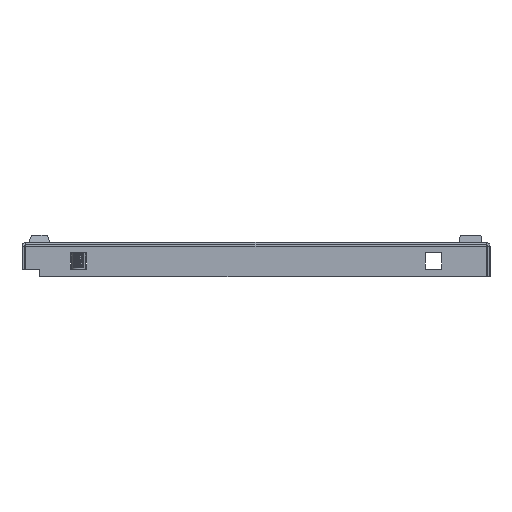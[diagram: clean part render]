
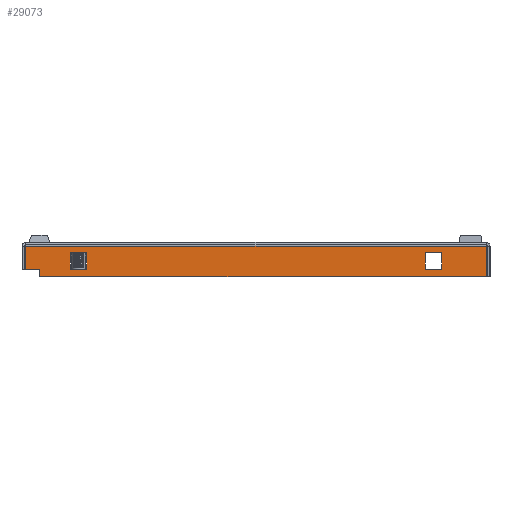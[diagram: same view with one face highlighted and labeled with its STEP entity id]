
A CAD part, front view. The second image highlights one B-rep face of the part: STEP entity #29073.
In plain terms, the highlighted planar face has unit normal (0, -1, 0).
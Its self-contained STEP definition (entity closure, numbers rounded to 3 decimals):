
#14775 = EDGE_CURVE ( 'NONE', #33126, #33134, #16363, .T. ) ;
#14776 = EDGE_CURVE ( 'NONE', #33134, #33136, #16357, .T. ) ;
#14777 = EDGE_CURVE ( 'NONE', #33136, #33137, #16370, .T. ) ;
#14817 = EDGE_CURVE ( 'NONE', #33137, #33126, #16535, .T. ) ;
#14821 = EDGE_CURVE ( 'NONE', #33140, #33141, #16561, .T. ) ;
#14824 = EDGE_CURVE ( 'NONE', #33138, #33140, #16567, .T. ) ;
#14827 = EDGE_CURVE ( 'NONE', #33128, #33138, #16563, .T. ) ;
#14829 = EDGE_CURVE ( 'NONE', #33141, #33128, #16583, .T. ) ;
#14870 = AXIS2_PLACEMENT_3D ( 'NONE', #18896, #18888, #18901 ) ;
#16357 = LINE ( 'NONE', #51804, #16372 ) ;
#16363 = LINE ( 'NONE', #51810, #16368 ) ;
#16368 = VECTOR ( 'NONE', #51809, 1000. ) ;
#16370 = LINE ( 'NONE', #51798, #16376 ) ;
#16372 = VECTOR ( 'NONE', #51799, 1000. ) ;
#16376 = VECTOR ( 'NONE', #51797, 1000. ) ;
#16535 = LINE ( 'NONE', #51727, #16550 ) ;
#16550 = VECTOR ( 'NONE', #51717, 1000. ) ;
#16561 = LINE ( 'NONE', #51710, #16564 ) ;
#16563 = LINE ( 'NONE', #51695, #16578 ) ;
#16564 = VECTOR ( 'NONE', #51708, 1000. ) ;
#16567 = LINE ( 'NONE', #51700, #16572 ) ;
#16572 = VECTOR ( 'NONE', #51699, 1000. ) ;
#16574 = LINE ( 'NONE', #51658, #16604 ) ;
#16578 = VECTOR ( 'NONE', #51686, 1000. ) ;
#16583 = LINE ( 'NONE', #51682, #16589 ) ;
#16589 = VECTOR ( 'NONE', #51680, 1000. ) ;
#16591 = LINE ( 'NONE', #51661, #16598 ) ;
#16593 = LINE ( 'NONE', #51653, #16611 ) ;
#16596 = LINE ( 'NONE', #51657, #16600 ) ;
#16598 = VECTOR ( 'NONE', #51660, 1000. ) ;
#16600 = VECTOR ( 'NONE', #51656, 1000. ) ;
#16602 = LINE ( 'NONE', #51655, #16606 ) ;
#16604 = VECTOR ( 'NONE', #51659, 1000. ) ;
#16606 = VECTOR ( 'NONE', #51654, 1000. ) ;
#16609 = LINE ( 'NONE', #51651, #16615 ) ;
#16611 = VECTOR ( 'NONE', #51652, 1000. ) ;
#16615 = VECTOR ( 'NONE', #51650, 1000. ) ;
#18888 = DIRECTION ( 'NONE',  ( 0., 1., 0. ) ) ;
#18896 = CARTESIAN_POINT ( 'NONE',  ( 130.25, -499., -18. ) ) ;
#18899 = PLANE ( 'NONE',  #14870 ) ;
#18901 = DIRECTION ( 'NONE',  ( 0., 0., 1. ) ) ;
#19675 = EDGE_CURVE ( 'NONE', #33129, #33118, #16591, .T. ) ;
#19676 = EDGE_CURVE ( 'NONE', #33129, #33124, #16574, .T. ) ;
#19677 = EDGE_CURVE ( 'NONE', #33124, #33132, #16596, .T. ) ;
#19678 = EDGE_CURVE ( 'NONE', #33131, #33132, #16602, .T. ) ;
#19679 = EDGE_CURVE ( 'NONE', #33116, #33131, #16593, .T. ) ;
#19680 = EDGE_CURVE ( 'NONE', #33118, #33116, #16609, .T. ) ;
#29073 = ADVANCED_FACE ( 'NONE', ( #31376, #31379, #31249 ), #18899, .F. ) ;
#31249 = FACE_BOUND ( 'NONE', #33580, .T. ) ;
#31376 = FACE_OUTER_BOUND ( 'NONE', #33583, .T. ) ;
#31379 = FACE_BOUND ( 'NONE', #33574, .T. ) ;
#33116 = VERTEX_POINT ( 'NONE', #82946 ) ;
#33118 = VERTEX_POINT ( 'NONE', #82948 ) ;
#33124 = VERTEX_POINT ( 'NONE', #82952 ) ;
#33126 = VERTEX_POINT ( 'NONE', #82954 ) ;
#33128 = VERTEX_POINT ( 'NONE', #82956 ) ;
#33129 = VERTEX_POINT ( 'NONE', #82957 ) ;
#33131 = VERTEX_POINT ( 'NONE', #82959 ) ;
#33132 = VERTEX_POINT ( 'NONE', #82960 ) ;
#33134 = VERTEX_POINT ( 'NONE', #82962 ) ;
#33136 = VERTEX_POINT ( 'NONE', #82964 ) ;
#33137 = VERTEX_POINT ( 'NONE', #82965 ) ;
#33138 = VERTEX_POINT ( 'NONE', #82966 ) ;
#33140 = VERTEX_POINT ( 'NONE', #82968 ) ;
#33141 = VERTEX_POINT ( 'NONE', #82969 ) ;
#33574 = EDGE_LOOP ( 'NONE', ( #76477, #75916, #76079, #75905 ) ) ;
#33580 = EDGE_LOOP ( 'NONE', ( #76083, #76132, #76102, #76090 ) ) ;
#33583 = EDGE_LOOP ( 'NONE', ( #94965, #94963, #94961, #94958, #94956, #94954 ) ) ;
#51650 = DIRECTION ( 'NONE',  ( 0., 0., -1. ) ) ;
#51651 = CARTESIAN_POINT ( 'NONE',  ( -122.5, -499., -18. ) ) ;
#51652 = DIRECTION ( 'NONE',  ( 1., 0., 0. ) ) ;
#51653 = CARTESIAN_POINT ( 'NONE',  ( 130.25, -499., -18. ) ) ;
#51654 = DIRECTION ( 'NONE',  ( 0., 0., 1. ) ) ;
#51655 = CARTESIAN_POINT ( 'NONE',  ( 130.5, -499., -0.75 ) ) ;
#51656 = DIRECTION ( 'NONE',  ( 1., 0., 0. ) ) ;
#51657 = CARTESIAN_POINT ( 'NONE',  ( -261.009, -499., -0.75 ) ) ;
#51658 = CARTESIAN_POINT ( 'NONE',  ( -130.5, -499., -0.75 ) ) ;
#51659 = DIRECTION ( 'NONE',  ( 0., 0., 1. ) ) ;
#51660 = DIRECTION ( 'NONE',  ( 1., 0., 0. ) ) ;
#51661 = CARTESIAN_POINT ( 'NONE',  ( -130.5, -499., -14. ) ) ;
#51680 = DIRECTION ( 'NONE',  ( 0., 0., 1. ) ) ;
#51682 = CARTESIAN_POINT ( 'NONE',  ( 95.75, -499., -4.25 ) ) ;
#51686 = DIRECTION ( 'NONE',  ( 1., 0., 0. ) ) ;
#51695 = CARTESIAN_POINT ( 'NONE',  ( 105.25, -499., -4.25 ) ) ;
#51699 = DIRECTION ( 'NONE',  ( 0., 0., -1. ) ) ;
#51700 = CARTESIAN_POINT ( 'NONE',  ( 105.25, -499., -4.25 ) ) ;
#51708 = DIRECTION ( 'NONE',  ( -1., 0., 0. ) ) ;
#51710 = CARTESIAN_POINT ( 'NONE',  ( 105.25, -499., -13.75 ) ) ;
#51717 = DIRECTION ( 'NONE',  ( -1., 0., 0. ) ) ;
#51727 = CARTESIAN_POINT ( 'NONE',  ( -105.25, -499., -13.75 ) ) ;
#51797 = DIRECTION ( 'NONE',  ( 0., 0., -1. ) ) ;
#51798 = CARTESIAN_POINT ( 'NONE',  ( -95.75, -499., -4.25 ) ) ;
#51799 = DIRECTION ( 'NONE',  ( 1., 0., 0. ) ) ;
#51804 = CARTESIAN_POINT ( 'NONE',  ( -105.25, -499., -4.25 ) ) ;
#51809 = DIRECTION ( 'NONE',  ( 0., 0., 1. ) ) ;
#51810 = CARTESIAN_POINT ( 'NONE',  ( -105.25, -499., -4.25 ) ) ;
#75905 = ORIENTED_EDGE ( 'NONE', *, *, #14817, .T. ) ;
#75916 = ORIENTED_EDGE ( 'NONE', *, *, #14776, .T. ) ;
#76079 = ORIENTED_EDGE ( 'NONE', *, *, #14777, .T. ) ;
#76083 = ORIENTED_EDGE ( 'NONE', *, *, #14827, .T. ) ;
#76090 = ORIENTED_EDGE ( 'NONE', *, *, #14829, .T. ) ;
#76102 = ORIENTED_EDGE ( 'NONE', *, *, #14821, .T. ) ;
#76132 = ORIENTED_EDGE ( 'NONE', *, *, #14824, .T. ) ;
#76477 = ORIENTED_EDGE ( 'NONE', *, *, #14775, .T. ) ;
#82946 = CARTESIAN_POINT ( 'NONE',  ( -122.5, -499., -18. ) ) ;
#82948 = CARTESIAN_POINT ( 'NONE',  ( -122.5, -499., -14. ) ) ;
#82952 = CARTESIAN_POINT ( 'NONE',  ( -130.5, -499., -0.75 ) ) ;
#82954 = CARTESIAN_POINT ( 'NONE',  ( -105.25, -499., -13.75 ) ) ;
#82956 = CARTESIAN_POINT ( 'NONE',  ( 95.75, -499., -4.25 ) ) ;
#82957 = CARTESIAN_POINT ( 'NONE',  ( -130.5, -499., -14. ) ) ;
#82959 = CARTESIAN_POINT ( 'NONE',  ( 130.5, -499., -18. ) ) ;
#82960 = CARTESIAN_POINT ( 'NONE',  ( 130.5, -499., -0.75 ) ) ;
#82962 = CARTESIAN_POINT ( 'NONE',  ( -105.25, -499., -4.25 ) ) ;
#82964 = CARTESIAN_POINT ( 'NONE',  ( -95.75, -499., -4.25 ) ) ;
#82965 = CARTESIAN_POINT ( 'NONE',  ( -95.75, -499., -13.75 ) ) ;
#82966 = CARTESIAN_POINT ( 'NONE',  ( 105.25, -499., -4.25 ) ) ;
#82968 = CARTESIAN_POINT ( 'NONE',  ( 105.25, -499., -13.75 ) ) ;
#82969 = CARTESIAN_POINT ( 'NONE',  ( 95.75, -499., -13.75 ) ) ;
#94954 = ORIENTED_EDGE ( 'NONE', *, *, #19675, .T. ) ;
#94956 = ORIENTED_EDGE ( 'NONE', *, *, #19676, .F. ) ;
#94958 = ORIENTED_EDGE ( 'NONE', *, *, #19677, .F. ) ;
#94961 = ORIENTED_EDGE ( 'NONE', *, *, #19678, .T. ) ;
#94963 = ORIENTED_EDGE ( 'NONE', *, *, #19679, .T. ) ;
#94965 = ORIENTED_EDGE ( 'NONE', *, *, #19680, .T. ) ;
